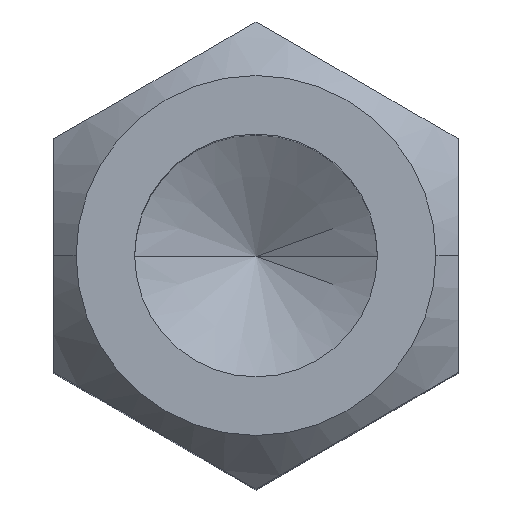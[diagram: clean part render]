
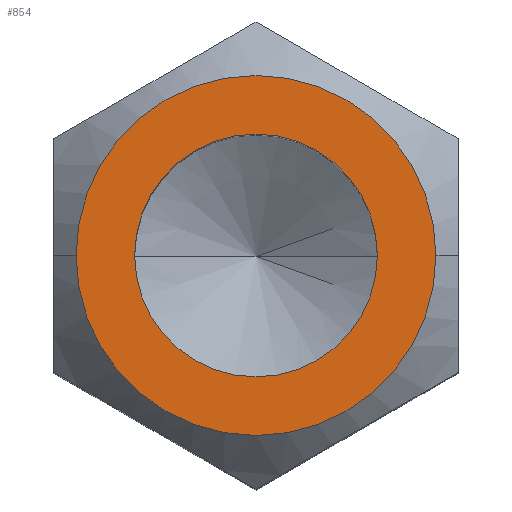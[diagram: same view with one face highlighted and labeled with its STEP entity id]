
A CAD part, top view. The second image highlights one B-rep face of the part: STEP entity #854.
In plain terms, the highlighted planar face has unit normal (0, 0, 1).
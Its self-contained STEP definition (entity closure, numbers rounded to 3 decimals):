
#3 = DIRECTION ( 'NONE',  ( 0., 0., -1. ) ) ;
#19 = ORIENTED_EDGE ( 'NONE', *, *, #236, .F. ) ;
#80 = DIRECTION ( 'NONE',  ( 0., 0., 1. ) ) ;
#111 = AXIS2_PLACEMENT_3D ( 'NONE', #927, #3, #1088 ) ;
#211 = DIRECTION ( 'NONE',  ( 0., 0., 1. ) ) ;
#236 = EDGE_CURVE ( 'NONE', #766, #1170, #329, .T. ) ;
#252 = ORIENTED_EDGE ( 'NONE', *, *, #1693, .F. ) ;
#283 = VERTEX_POINT ( 'NONE', #821 ) ;
#308 = DIRECTION ( 'NONE',  ( 1., 0., 0. ) ) ;
#329 = CIRCLE ( 'NONE', #111, 2.446 ) ;
#360 = AXIS2_PLACEMENT_3D ( 'NONE', #739, #80, #308 ) ;
#447 = AXIS2_PLACEMENT_3D ( 'NONE', #1142, #211, #1293 ) ;
#587 = CIRCLE ( 'NONE', #447, 1.65 ) ;
#603 = CARTESIAN_POINT ( 'NONE',  ( 1.65, 0., 4. ) ) ;
#685 = CARTESIAN_POINT ( 'NONE',  ( 0., 0., 4. ) ) ;
#708 = CARTESIAN_POINT ( 'NONE',  ( 0., 0., 4. ) ) ;
#739 = CARTESIAN_POINT ( 'NONE',  ( 0., 0., 4. ) ) ;
#744 = AXIS2_PLACEMENT_3D ( 'NONE', #708, #1808, #863 ) ;
#766 = VERTEX_POINT ( 'NONE', #1345 ) ;
#821 = CARTESIAN_POINT ( 'NONE',  ( -1.65, 0., 4. ) ) ;
#843 = DIRECTION ( 'NONE',  ( 1., 0., 0. ) ) ;
#854 = ADVANCED_FACE ( 'NONE', ( #1655, #1179 ), #1996, .T. ) ;
#863 = DIRECTION ( 'NONE',  ( 1., 0., 0. ) ) ;
#866 = CIRCLE ( 'NONE', #1729, 2.446 ) ;
#917 = ORIENTED_EDGE ( 'NONE', *, *, #1048, .F. ) ;
#927 = CARTESIAN_POINT ( 'NONE',  ( 0., 0., 4. ) ) ;
#984 = EDGE_LOOP ( 'NONE', ( #917, #19 ) ) ;
#1048 = EDGE_CURVE ( 'NONE', #1170, #766, #866, .T. ) ;
#1088 = DIRECTION ( 'NONE',  ( 1., 0., 0. ) ) ;
#1142 = CARTESIAN_POINT ( 'NONE',  ( 0., 0., 4. ) ) ;
#1170 = VERTEX_POINT ( 'NONE', #1939 ) ;
#1179 = FACE_BOUND ( 'NONE', #1341, .T. ) ;
#1207 = EDGE_CURVE ( 'NONE', #1488, #283, #1918, .T. ) ;
#1293 = DIRECTION ( 'NONE',  ( 1., 0., 0. ) ) ;
#1341 = EDGE_LOOP ( 'NONE', ( #1947, #252 ) ) ;
#1345 = CARTESIAN_POINT ( 'NONE',  ( -2.446, 0., 4. ) ) ;
#1488 = VERTEX_POINT ( 'NONE', #603 ) ;
#1655 = FACE_OUTER_BOUND ( 'NONE', #984, .T. ) ;
#1693 = EDGE_CURVE ( 'NONE', #283, #1488, #587, .T. ) ;
#1729 = AXIS2_PLACEMENT_3D ( 'NONE', #685, #1788, #843 ) ;
#1788 = DIRECTION ( 'NONE',  ( 0., 0., -1. ) ) ;
#1808 = DIRECTION ( 'NONE',  ( 0., 0., 1. ) ) ;
#1918 = CIRCLE ( 'NONE', #744, 1.65 ) ;
#1939 = CARTESIAN_POINT ( 'NONE',  ( 2.446, 0., 4. ) ) ;
#1947 = ORIENTED_EDGE ( 'NONE', *, *, #1207, .F. ) ;
#1996 = PLANE ( 'NONE',  #360 ) ;
